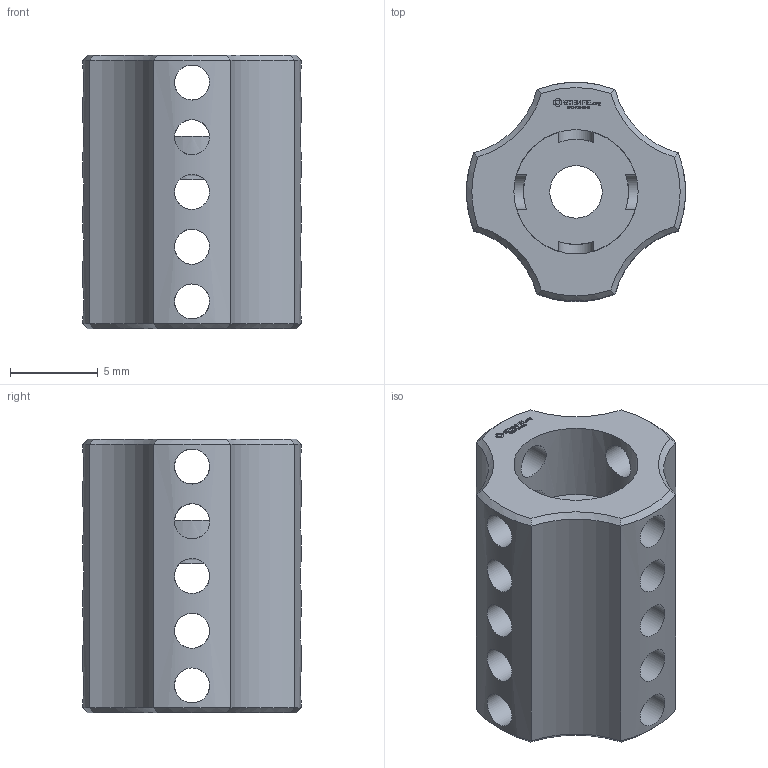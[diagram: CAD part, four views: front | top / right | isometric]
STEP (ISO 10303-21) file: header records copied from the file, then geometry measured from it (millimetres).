
FILE_DESCRIPTION(('FreeCAD Model'),'2;1');
FILE_NAME('Open CASCADE Shape Model','2024-02-18T14:14:10',(''),(''), 'Open CASCADE STEP processor 7.6','FreeCAD','Unknown');
FILE_SCHEMA(('AUTOMOTIVE_DESIGN { 1 0 10303 214 1 1 1 1 }'));
Length unit declared in the file: millimetre
Products named in the file (1): Power-Transmission Hub PLN IDX FRE TTMotor BU01.25 - SPN-PTH-0240 
(stemfie.org)
Bounding box: 12.5 x 12.5 x 15.62 mm (x, y, z)
Volume: 1045.2 mm3; surface area: 1374.6 mm2
Topology: 1 solids, 1 shells, 511 faces, 1459 edges, 970 vertices
Faces by surface type: plane 321, extrusion 128, cylinder 40, cone 22
Full cylindrical faces by diameter (mm): 2 x20, 3 x1, 7.1 x1
Entity records: 44408 total; most frequent: CARTESIAN_POINT 16443, DIRECTION 4555, VECTOR 3563, LINE 3435, ORIENTED_EDGE 2918, PCURVE 2918, DEFINITIONAL_REPRESENTATION 2918, EDGE_CURVE 1459
